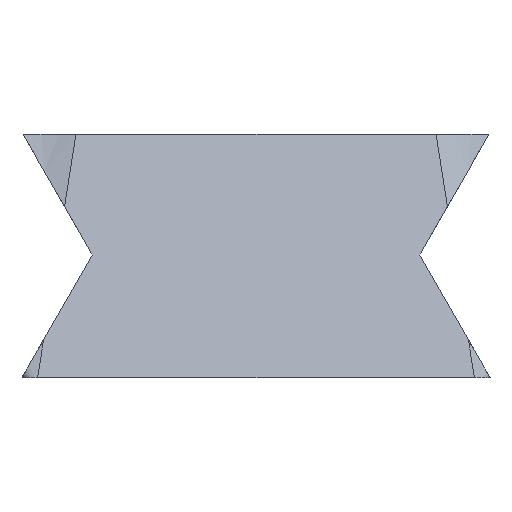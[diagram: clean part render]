
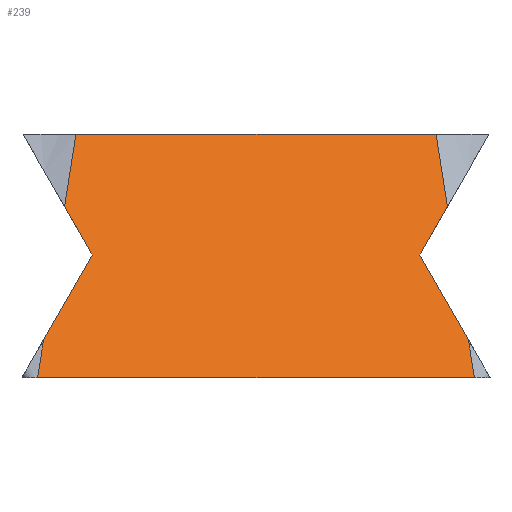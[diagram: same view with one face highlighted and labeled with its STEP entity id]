
A CAD part, front view. The second image highlights one B-rep face of the part: STEP entity #239.
In plain terms, the highlighted free-form (B-spline) face has degree [1, 1] with [2, 2] control points.
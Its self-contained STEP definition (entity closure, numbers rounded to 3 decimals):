
#24 = VERTEX_POINT('',#25);
#25 = CARTESIAN_POINT('',(7.825,-15.049,6.15));
#48 = VERTEX_POINT('',#49);
#49 = CARTESIAN_POINT('',(10.262,-17.507,1.892
    ));
#102 = EDGE_CURVE('',#48,#24,#103,.T.);
#103 = B_SPLINE_CURVE_WITH_KNOTS('',7,(#104,#105,#106,#107,#108,#109,
    #110,#111,#112,#113,#114,#115,#116,#117,#118,#119,#120,#121,#122,
    #123,#124,#125,#126,#127,#128,#129,#130,#131,#132,#133,#134,#135),
  .UNSPECIFIED.,.F.,.F.,(8,6,6,6,6,8),(0.,0.492,0.742,
    0.864,0.928,1.),.UNSPECIFIED.);
#104 = CARTESIAN_POINT('',(10.262,-17.507,
    1.892));
#105 = CARTESIAN_POINT('',(10.088,-17.332,2.197
    ));
#106 = CARTESIAN_POINT('',(9.914,-17.156,2.501)
  );
#107 = CARTESIAN_POINT('',(9.74,-16.981,2.805)
  );
#108 = CARTESIAN_POINT('',(9.566,-16.806,3.108
    ));
#109 = CARTESIAN_POINT('',(9.392,-16.63,3.411
    ));
#110 = CARTESIAN_POINT('',(9.219,-16.456,3.714
    ));
#111 = CARTESIAN_POINT('',(8.958,-16.192,4.17
    ));
#112 = CARTESIAN_POINT('',(8.87,-16.104,4.324)
  );
#113 = CARTESIAN_POINT('',(8.782,-16.015,4.478)
  );
#114 = CARTESIAN_POINT('',(8.694,-15.926,4.631
    ));
#115 = CARTESIAN_POINT('',(8.606,-15.838,4.785
    ));
#116 = CARTESIAN_POINT('',(8.519,-15.749,4.938)
  );
#117 = CARTESIAN_POINT('',(8.388,-15.617,5.166
    ));
#118 = CARTESIAN_POINT('',(8.345,-15.574,5.241
    ));
#119 = CARTESIAN_POINT('',(8.302,-15.531,5.316
    ));
#120 = CARTESIAN_POINT('',(8.259,-15.487,5.391
    ));
#121 = CARTESIAN_POINT('',(8.216,-15.444,5.466
    ));
#122 = CARTESIAN_POINT('',(8.173,-15.401,5.541)
  );
#123 = CARTESIAN_POINT('',(8.108,-15.335,5.655)
  );
#124 = CARTESIAN_POINT('',(8.086,-15.312,5.694)
  );
#125 = CARTESIAN_POINT('',(8.063,-15.29,5.734
    ));
#126 = CARTESIAN_POINT('',(8.041,-15.267,5.773
    ));
#127 = CARTESIAN_POINT('',(8.018,-15.244,5.812
    ));
#128 = CARTESIAN_POINT('',(7.996,-15.222,5.851
    ));
#129 = CARTESIAN_POINT('',(7.948,-15.174,5.935
    ));
#130 = CARTESIAN_POINT('',(7.929,-15.155,5.968)
  );
#131 = CARTESIAN_POINT('',(7.909,-15.134,6.003)
  );
#132 = CARTESIAN_POINT('',(7.885,-15.11,6.046)
  );
#133 = CARTESIAN_POINT('',(7.857,-15.082,6.094
    ));
#134 = CARTESIAN_POINT('',(7.833,-15.058,6.135
    ));
#135 = CARTESIAN_POINT('',(7.825,-15.049,6.15));
#162 = EDGE_CURVE('',#24,#163,#165,.T.);
#163 = VERTEX_POINT('',#164);
#164 = CARTESIAN_POINT('',(9.21,-13.652,8.57)
  );
#165 = B_SPLINE_CURVE_WITH_KNOTS('',8,(#166,#167,#168,#169,#170,#171,
    #172,#173,#174,#175,#176,#177,#178,#179,#180,#181),.UNSPECIFIED.,.F.
  ,.F.,(9,7,9),(0.,0.125,1.),.UNSPECIFIED.);
#166 = CARTESIAN_POINT('',(7.825,-15.049,6.15));
#167 = CARTESIAN_POINT('',(7.844,-15.029,6.184
    ));
#168 = CARTESIAN_POINT('',(7.866,-15.008,6.222));
#169 = CARTESIAN_POINT('',(7.888,-14.986,6.26)
  );
#170 = CARTESIAN_POINT('',(7.91,-14.964,6.298)
  );
#171 = CARTESIAN_POINT('',(7.931,-14.942,6.336
    ));
#172 = CARTESIAN_POINT('',(7.952,-14.921,6.373)
  );
#173 = CARTESIAN_POINT('',(7.973,-14.899,6.409)
  );
#174 = CARTESIAN_POINT('',(8.148,-14.723,6.715
    ));
#175 = CARTESIAN_POINT('',(8.301,-14.569,6.982)
  );
#176 = CARTESIAN_POINT('',(8.454,-14.415,7.249
    ));
#177 = CARTESIAN_POINT('',(8.606,-14.261,7.515
    ));
#178 = CARTESIAN_POINT('',(8.757,-14.109,7.779)
  );
#179 = CARTESIAN_POINT('',(8.909,-13.956,8.044)
  );
#180 = CARTESIAN_POINT('',(9.06,-13.804,8.307)
  );
#181 = CARTESIAN_POINT('',(9.21,-13.652,8.57)
  );
#239 = ADVANCED_FACE('',(#240),#327,.T.);
#240 = FACE_BOUND('',#241,.T.);
#241 = EDGE_LOOP('',(#242,#251,#259,#264,#265,#266,#273,#280,#287,#308)
  );
#242 = ORIENTED_EDGE('',*,*,#243,.F.);
#243 = EDGE_CURVE('',#244,#246,#248,.T.);
#244 = VERTEX_POINT('',#245);
#245 = CARTESIAN_POINT('',(-11.36,-18.6,0.));
#246 = VERTEX_POINT('',#247);
#247 = CARTESIAN_POINT('',(-11.062,-17.507,
    1.892));
#248 = B_SPLINE_CURVE_WITH_KNOTS('',1,(#249,#250),.UNSPECIFIED.,.F.,.F.,
  (2,2),(0.,1.),.PIECEWISE_BEZIER_KNOTS.);
#249 = CARTESIAN_POINT('',(-11.36,-18.6,0.));
#250 = CARTESIAN_POINT('',(-7.421,-4.166,25.));
#251 = ORIENTED_EDGE('',*,*,#252,.T.);
#252 = EDGE_CURVE('',#244,#253,#255,.T.);
#253 = VERTEX_POINT('',#254);
#254 = CARTESIAN_POINT('',(10.56,-18.6,0.));
#255 = LINE('',#256,#257);
#256 = CARTESIAN_POINT('',(-12.145,-18.6,0.));
#257 = VECTOR('',#258,1.);
#258 = DIRECTION('',(1.,0.,0.));
#259 = ORIENTED_EDGE('',*,*,#260,.T.);
#260 = EDGE_CURVE('',#253,#48,#261,.T.);
#261 = B_SPLINE_CURVE_WITH_KNOTS('',1,(#262,#263),.UNSPECIFIED.,.F.,.F.,
  (2,2),(0.,1.),.PIECEWISE_BEZIER_KNOTS.);
#262 = CARTESIAN_POINT('',(10.56,-18.6,0.));
#263 = CARTESIAN_POINT('',(6.621,-4.166,25.));
#264 = ORIENTED_EDGE('',*,*,#102,.T.);
#265 = ORIENTED_EDGE('',*,*,#162,.T.);
#266 = ORIENTED_EDGE('',*,*,#267,.T.);
#267 = EDGE_CURVE('',#163,#268,#270,.T.);
#268 = VERTEX_POINT('',#269);
#269 = CARTESIAN_POINT('',(8.638,-11.556,12.2));
#270 = B_SPLINE_CURVE_WITH_KNOTS('',1,(#271,#272),.UNSPECIFIED.,.F.,.F.,
  (2,2),(0.,1.),.PIECEWISE_BEZIER_KNOTS.);
#271 = CARTESIAN_POINT('',(10.56,-18.6,0.));
#272 = CARTESIAN_POINT('',(6.621,-4.166,25.));
#273 = ORIENTED_EDGE('',*,*,#274,.T.);
#274 = EDGE_CURVE('',#268,#275,#277,.T.);
#275 = VERTEX_POINT('',#276);
#276 = CARTESIAN_POINT('',(-9.438,-11.556,12.2));
#277 = B_SPLINE_CURVE_WITH_KNOTS('',1,(#278,#279),.UNSPECIFIED.,.F.,.F.,
  (2,2),(0.,1.),.PIECEWISE_BEZIER_KNOTS.);
#278 = CARTESIAN_POINT('',(8.638,-11.556,12.2));
#279 = CARTESIAN_POINT('',(-9.438,-11.556,12.2));
#280 = ORIENTED_EDGE('',*,*,#281,.F.);
#281 = EDGE_CURVE('',#282,#275,#284,.T.);
#282 = VERTEX_POINT('',#283);
#283 = CARTESIAN_POINT('',(-10.01,-13.652,8.57
    ));
#284 = B_SPLINE_CURVE_WITH_KNOTS('',1,(#285,#286),.UNSPECIFIED.,.F.,.F.,
  (2,2),(0.,1.),.PIECEWISE_BEZIER_KNOTS.);
#285 = CARTESIAN_POINT('',(-11.36,-18.6,0.));
#286 = CARTESIAN_POINT('',(-7.421,-4.166,25.));
#287 = ORIENTED_EDGE('',*,*,#288,.F.);
#288 = EDGE_CURVE('',#289,#282,#291,.T.);
#289 = VERTEX_POINT('',#290);
#290 = CARTESIAN_POINT('',(-8.625,-15.049,6.15));
#291 = B_SPLINE_CURVE_WITH_KNOTS('',8,(#292,#293,#294,#295,#296,#297,
    #298,#299,#300,#301,#302,#303,#304,#305,#306,#307),.UNSPECIFIED.,.F.
  ,.F.,(9,7,9),(0.,0.125,1.),.UNSPECIFIED.);
#292 = CARTESIAN_POINT('',(-8.625,-15.049,6.15));
#293 = CARTESIAN_POINT('',(-8.644,-15.029,
    6.184));
#294 = CARTESIAN_POINT('',(-8.666,-15.008,6.222));
#295 = CARTESIAN_POINT('',(-8.688,-14.986,6.26
    ));
#296 = CARTESIAN_POINT('',(-8.71,-14.964,6.298
    ));
#297 = CARTESIAN_POINT('',(-8.731,-14.942,6.336)
  );
#298 = CARTESIAN_POINT('',(-8.752,-14.921,
    6.373));
#299 = CARTESIAN_POINT('',(-8.773,-14.899,6.409
    ));
#300 = CARTESIAN_POINT('',(-8.948,-14.723,
    6.715));
#301 = CARTESIAN_POINT('',(-9.101,-14.569,6.982
    ));
#302 = CARTESIAN_POINT('',(-9.254,-14.415,
    7.249));
#303 = CARTESIAN_POINT('',(-9.406,-14.261,
    7.515));
#304 = CARTESIAN_POINT('',(-9.557,-14.109,7.779
    ));
#305 = CARTESIAN_POINT('',(-9.709,-13.956,8.044
    ));
#306 = CARTESIAN_POINT('',(-9.86,-13.804,8.307)
  );
#307 = CARTESIAN_POINT('',(-10.01,-13.652,8.57
    ));
#308 = ORIENTED_EDGE('',*,*,#309,.T.);
#309 = EDGE_CURVE('',#289,#246,#310,.T.);
#310 = B_SPLINE_CURVE_WITH_KNOTS('',8,(#311,#312,#313,#314,#315,#316,
    #317,#318,#319,#320,#321,#322,#323,#324,#325,#326),.UNSPECIFIED.,.F.
  ,.F.,(9,7,9),(0.,0.062,1.),.UNSPECIFIED.);
#311 = CARTESIAN_POINT('',(-8.625,-15.049,6.15));
#312 = CARTESIAN_POINT('',(-8.628,-15.052,6.145
    ));
#313 = CARTESIAN_POINT('',(-8.635,-15.06,
    6.132));
#314 = CARTESIAN_POINT('',(-8.648,-15.072,
    6.11));
#315 = CARTESIAN_POINT('',(-8.665,-15.09,
    6.079));
#316 = CARTESIAN_POINT('',(-8.687,-15.112,6.041
    ));
#317 = CARTESIAN_POINT('',(-8.712,-15.137,
    5.998));
#318 = CARTESIAN_POINT('',(-8.736,-15.161,
    5.956));
#319 = CARTESIAN_POINT('',(-9.041,-15.469,5.422
    ));
#320 = CARTESIAN_POINT('',(-9.328,-15.759,
    4.921));
#321 = CARTESIAN_POINT('',(-9.616,-16.049,
    4.419));
#322 = CARTESIAN_POINT('',(-9.904,-16.34,3.915
    ));
#323 = CARTESIAN_POINT('',(-10.193,-16.631,
    3.411));
#324 = CARTESIAN_POINT('',(-10.482,-16.922,
    2.906));
#325 = CARTESIAN_POINT('',(-10.772,-17.215,
    2.399));
#326 = CARTESIAN_POINT('',(-11.062,-17.507,
    1.892));
#327 = B_SPLINE_SURFACE_WITH_KNOTS('',1,1,(
    (#328,#329)
    ,(#330,#331
    )),.UNSPECIFIED.,.F.,.F.,.F.,(2,2),(2,2),(0.,21.92),(0.,1.),
  .PIECEWISE_BEZIER_KNOTS.);
#328 = CARTESIAN_POINT('',(-11.36,-18.6,0.));
#329 = CARTESIAN_POINT('',(-7.421,-4.166,25.));
#330 = CARTESIAN_POINT('',(10.56,-18.6,0.));
#331 = CARTESIAN_POINT('',(6.621,-4.166,25.));
